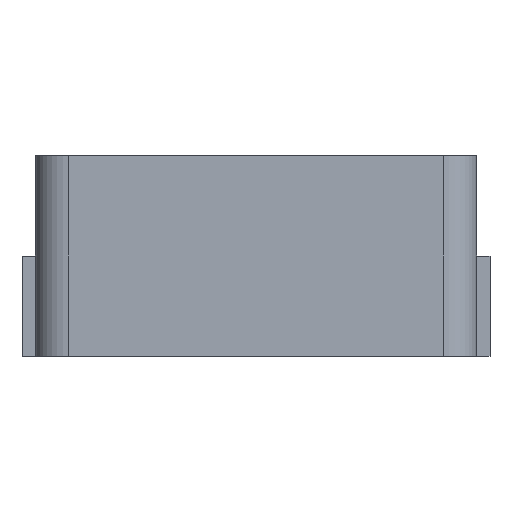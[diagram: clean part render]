
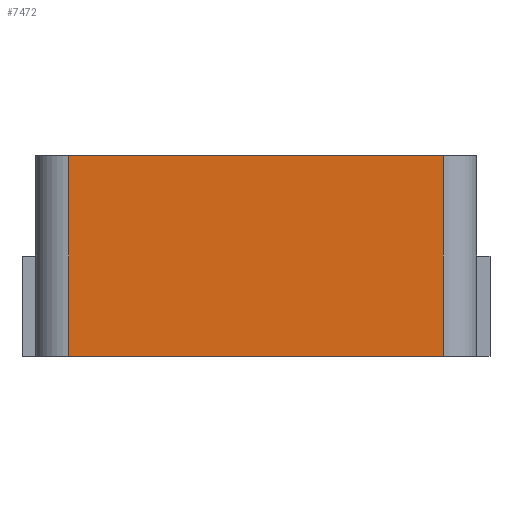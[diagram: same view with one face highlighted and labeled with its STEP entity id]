
A CAD part, front view. The second image highlights one B-rep face of the part: STEP entity #7472.
In plain terms, the highlighted planar face has unit normal (0, -1, 0).
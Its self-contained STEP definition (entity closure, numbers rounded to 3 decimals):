
#100 = LINE ( 'NONE', #3454, #5650 ) ;
#529 = VERTEX_POINT ( 'NONE', #5814 ) ;
#563 = VECTOR ( 'NONE', #6570, 1000. ) ;
#571 = ORIENTED_EDGE ( 'NONE', *, *, #1935, .T. ) ;
#668 = DIRECTION ( 'NONE',  ( 0., 0., 1. ) ) ;
#855 = VERTEX_POINT ( 'NONE', #1528 ) ;
#911 = LINE ( 'NONE', #2309, #6924 ) ;
#1043 = FACE_OUTER_BOUND ( 'NONE', #1206, .T. ) ;
#1071 = CARTESIAN_POINT ( 'NONE',  ( 2.8, -3.3, 3. ) ) ;
#1206 = EDGE_LOOP ( 'NONE', ( #3406, #5794, #4345, #571 ) ) ;
#1528 = CARTESIAN_POINT ( 'NONE',  ( -2.8, -3.3, 3. ) ) ;
#1935 = EDGE_CURVE ( 'NONE', #855, #529, #2768, .T. ) ;
#2309 = CARTESIAN_POINT ( 'NONE',  ( -2.8, -3.3, 3. ) ) ;
#2507 = CARTESIAN_POINT ( 'NONE',  ( -2.8, -3.3, 3. ) ) ;
#2738 = VERTEX_POINT ( 'NONE', #5074 ) ;
#2768 = LINE ( 'NONE', #2507, #563 ) ;
#2771 = EDGE_CURVE ( 'NONE', #529, #2738, #100, .T. ) ;
#3391 = DIRECTION ( 'NONE',  ( 0., 0., -1. ) ) ;
#3406 = ORIENTED_EDGE ( 'NONE', *, *, #2771, .T. ) ;
#3426 = DIRECTION ( 'NONE',  ( 1., 0., 0. ) ) ;
#3454 = CARTESIAN_POINT ( 'NONE',  ( -2.8, -3.3, 0. ) ) ;
#4131 = PLANE ( 'NONE',  #5618 ) ;
#4157 = CARTESIAN_POINT ( 'NONE',  ( -2.8, -3.3, 3. ) ) ;
#4345 = ORIENTED_EDGE ( 'NONE', *, *, #5690, .F. ) ;
#4612 = LINE ( 'NONE', #1071, #7173 ) ;
#5074 = CARTESIAN_POINT ( 'NONE',  ( 2.8, -3.3, 0. ) ) ;
#5379 = DIRECTION ( 'NONE',  ( 0., 1., 0. ) ) ;
#5618 = AXIS2_PLACEMENT_3D ( 'NONE', #4157, #5379, #668 ) ;
#5650 = VECTOR ( 'NONE', #3426, 1000. ) ;
#5690 = EDGE_CURVE ( 'NONE', #855, #6327, #911, .T. ) ;
#5794 = ORIENTED_EDGE ( 'NONE', *, *, #7159, .F. ) ;
#5814 = CARTESIAN_POINT ( 'NONE',  ( -2.8, -3.3, 0. ) ) ;
#5840 = DIRECTION ( 'NONE',  ( 1., 0., 0. ) ) ;
#6327 = VERTEX_POINT ( 'NONE', #7402 ) ;
#6570 = DIRECTION ( 'NONE',  ( 0., 0., -1. ) ) ;
#6924 = VECTOR ( 'NONE', #5840, 1000. ) ;
#7159 = EDGE_CURVE ( 'NONE', #6327, #2738, #4612, .T. ) ;
#7173 = VECTOR ( 'NONE', #3391, 1000. ) ;
#7402 = CARTESIAN_POINT ( 'NONE',  ( 2.8, -3.3, 3. ) ) ;
#7472 = ADVANCED_FACE ( 'NONE', ( #1043 ), #4131, .F. ) ;
